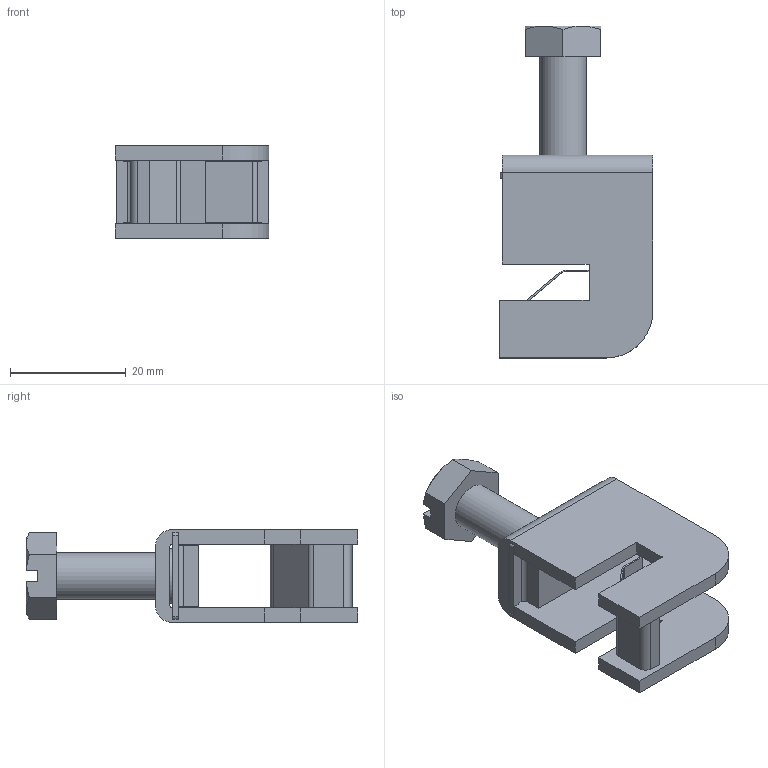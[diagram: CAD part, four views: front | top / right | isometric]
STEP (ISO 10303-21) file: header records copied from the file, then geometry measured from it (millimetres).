
FILE_DESCRIPTION(/* description */ (''),/* implementation_level */ '2;1');
FILE_NAME(/* name */ 'STP-Bauteil2.stp',/* time_stamp */ '2016-11-24T09:09:36+01:00',/* author */ ('S.Hauser'),/* organization */ ('FTG Goehringer GmbH'),/* preprocessor_version */ 'ST-DEVELOPER v16.1',/* originating_system */ 'Autodesk Inventor 2016',/* authorisation */ '');
FILE_SCHEMA (('AUTOMOTIVE_DESIGN { 1 0 10303 214 3 1 1 }'));
Length unit declared in the file: millimetre
Products named in the file (1): Bauteil2
Bounding box: 26.5 x 57.3 x 16 mm (x, y, z)
Volume: 7116.7 mm3; surface area: 6604.9 mm2
Topology: 1 solids, 1 shells, 104 faces, 319 edges, 208 vertices
Faces by surface type: plane 73, cylinder 27, cone 3, torus 1
Full cylindrical faces by diameter (mm): 8 x2, 9.5 x1
Entity records: 3634 total; most frequent: CARTESIAN_POINT 647, ORIENTED_EDGE 624, DIRECTION 568, EDGE_CURVE 312, LINE 242, VECTOR 242, VERTEX_POINT 206, AXIS2_PLACEMENT_3D 163
